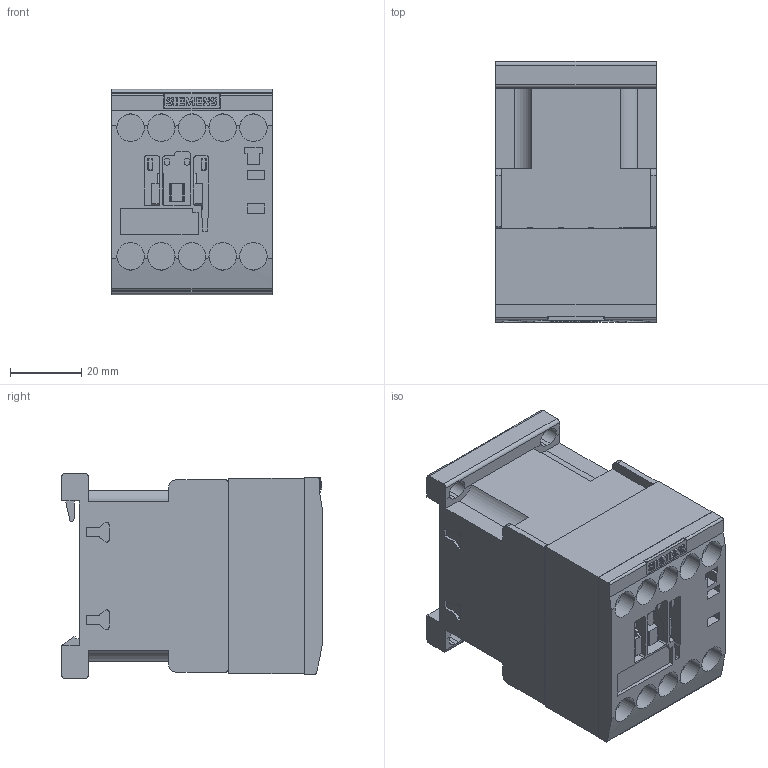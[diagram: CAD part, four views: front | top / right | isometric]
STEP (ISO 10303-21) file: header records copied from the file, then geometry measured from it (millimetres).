
FILE_DESCRIPTION(('no description'),'unknown implementation level');
FILE_NAME('3RH21311xxxx_3D-v.stp',' ',('SIEMENS A&D'),('ccLab - KiM Gmbh - www.kimweb.de'),'unknown preprocess','ACIS','unknown authorization');
FILE_SCHEMA(('automotive_design'));
Length unit declared in the file: millimetre
Products named in the file (1): 1
Bounding box: 45 x 73 x 57.5 mm (x, y, z)
Volume: 152135 mm3; surface area: 27519.1 mm2
Topology: 1 solids, 1 shells, 499 faces, 1390 edges, 909 vertices
Faces by surface type: plane 342, cylinder 149, torus 8
Entity records: 31781 total; most frequent: CARTESIAN_POINT 3134, STYLED_ITEM 2799, PRESENTATION_STYLE_ASSIGNMENT 2799, COLOUR_RGB 2799, ORIENTED_EDGE 2780, DIRECTION 2711, EDGE_CURVE 1390, CURVE_STYLE 1390
